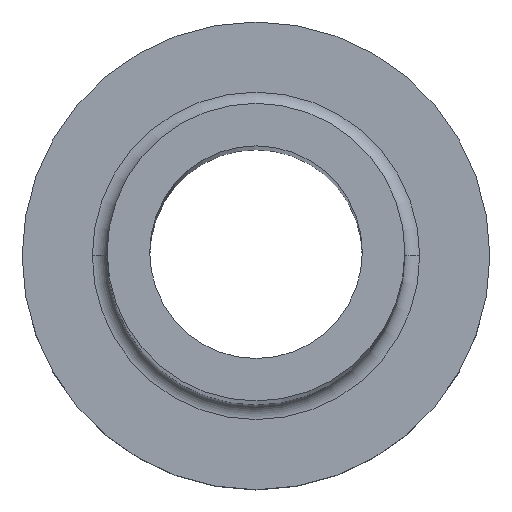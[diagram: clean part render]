
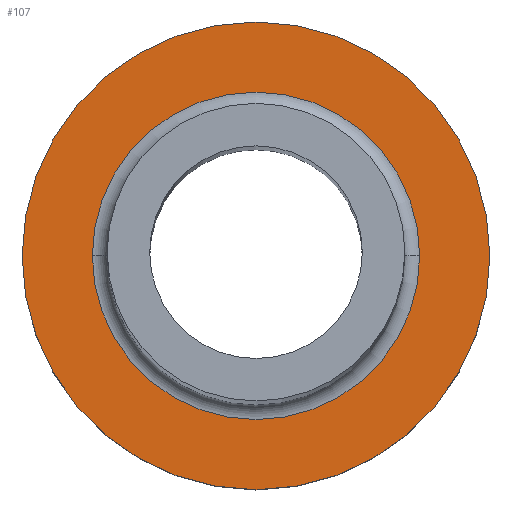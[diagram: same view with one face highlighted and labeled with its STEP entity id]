
A CAD part, top view. The second image highlights one B-rep face of the part: STEP entity #107.
In plain terms, the highlighted planar face has unit normal (0, 0, 1).
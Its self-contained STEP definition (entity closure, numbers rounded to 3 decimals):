
#1 = CARTESIAN_POINT ( 'NONE',  ( 11., 0., 7. ) ) ;
#6 = CARTESIAN_POINT ( 'NONE',  ( 0., 0., 7. ) ) ;
#13 = PLANE ( 'NONE',  #352 ) ;
#16 = DIRECTION ( 'NONE',  ( 1., 0., 0. ) ) ;
#27 = DIRECTION ( 'NONE',  ( 1., 0., 0. ) ) ;
#41 = ORIENTED_EDGE ( 'NONE', *, *, #210, .T. ) ;
#62 = DIRECTION ( 'NONE',  ( 0., 0., -1. ) ) ;
#65 = DIRECTION ( 'NONE',  ( 1., 0., 0. ) ) ;
#84 = FACE_OUTER_BOUND ( 'NONE', #220, .T. ) ;
#86 = CARTESIAN_POINT ( 'NONE',  ( 7.7, 0., 7. ) ) ;
#107 = ADVANCED_FACE ( 'NONE', ( #278, #84 ), #13, .T. ) ;
#127 = VERTEX_POINT ( 'NONE', #305 ) ;
#130 = VERTEX_POINT ( 'NONE', #322 ) ;
#132 = ORIENTED_EDGE ( 'NONE', *, *, #272, .T. ) ;
#174 = CIRCLE ( 'NONE', #366, 11. ) ;
#203 = CIRCLE ( 'NONE', #323, 11. ) ;
#210 = EDGE_CURVE ( 'NONE', #130, #245, #253, .T. ) ;
#217 = ORIENTED_EDGE ( 'NONE', *, *, #267, .T. ) ;
#220 = EDGE_LOOP ( 'NONE', ( #217, #132 ) ) ;
#222 = VERTEX_POINT ( 'NONE', #1 ) ;
#233 = CARTESIAN_POINT ( 'NONE',  ( 0., 0., 7. ) ) ;
#245 = VERTEX_POINT ( 'NONE', #86 ) ;
#253 = CIRCLE ( 'NONE', #313, 7.7 ) ;
#260 = CIRCLE ( 'NONE', #287, 7.7 ) ;
#263 = CARTESIAN_POINT ( 'NONE',  ( 0., 0., 7. ) ) ;
#267 = EDGE_CURVE ( 'NONE', #127, #222, #174, .T. ) ;
#268 = DIRECTION ( 'NONE',  ( 0., 0., 1. ) ) ;
#269 = CARTESIAN_POINT ( 'NONE',  ( 0., 0., 7. ) ) ;
#272 = EDGE_CURVE ( 'NONE', #222, #127, #203, .T. ) ;
#273 = CARTESIAN_POINT ( 'NONE',  ( 0., 0., 7. ) ) ;
#278 = FACE_BOUND ( 'NONE', #327, .T. ) ;
#287 = AXIS2_PLACEMENT_3D ( 'NONE', #273, #298, #303 ) ;
#298 = DIRECTION ( 'NONE',  ( 0., 0., -1. ) ) ;
#301 = DIRECTION ( 'NONE',  ( 0., 0., 1. ) ) ;
#303 = DIRECTION ( 'NONE',  ( 1., 0., 0. ) ) ;
#304 = EDGE_CURVE ( 'NONE', #245, #130, #260, .T. ) ;
#305 = CARTESIAN_POINT ( 'NONE',  ( -11., 0., 7. ) ) ;
#307 = DIRECTION ( 'NONE',  ( 0., 0., 1. ) ) ;
#313 = AXIS2_PLACEMENT_3D ( 'NONE', #263, #62, #27 ) ;
#322 = CARTESIAN_POINT ( 'NONE',  ( -7.7, 0., 7. ) ) ;
#323 = AXIS2_PLACEMENT_3D ( 'NONE', #6, #301, #16 ) ;
#324 = ORIENTED_EDGE ( 'NONE', *, *, #304, .T. ) ;
#327 = EDGE_LOOP ( 'NONE', ( #324, #41 ) ) ;
#347 = DIRECTION ( 'NONE',  ( 1., 0., 0. ) ) ;
#352 = AXIS2_PLACEMENT_3D ( 'NONE', #233, #307, #347 ) ;
#366 = AXIS2_PLACEMENT_3D ( 'NONE', #269, #268, #65 ) ;
